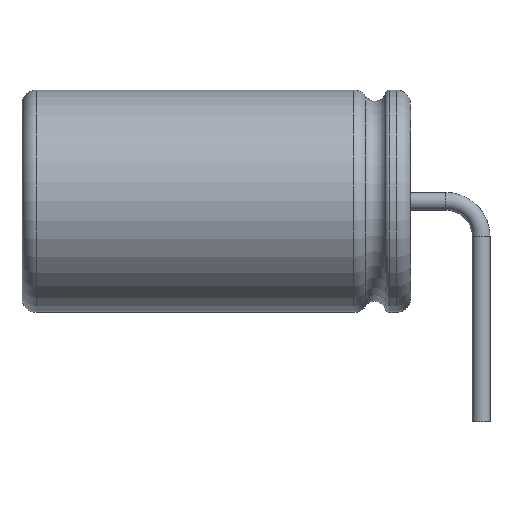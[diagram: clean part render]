
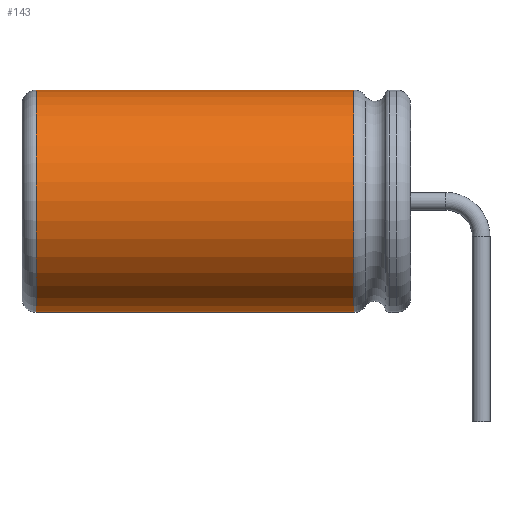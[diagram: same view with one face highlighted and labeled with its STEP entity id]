
A CAD part, left-side view. The second image highlights one B-rep face of the part: STEP entity #143.
In plain terms, the highlighted cylindrical face has radius 3.15 mm (diameter 6.3 mm), a partial arc.
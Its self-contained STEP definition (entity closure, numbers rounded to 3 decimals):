
#143=ADVANCED_FACE('',(#1158),#1160,.T.);
#1158=FACE_BOUND('',#1159,.T.);
#1159=EDGE_LOOP('',(#1981,#1982,#1983,#1984,#1985,#1986,#1987,#1988,#1989,#1990,
#1991,#1992,#1993,#1994,#1995,#1996,#1997,#1998,#1999,#2000));
#1160=CYLINDRICAL_SURFACE('',#1161,3.15);
#1161=AXIS2_PLACEMENT_3D('',#1162,#1163,#1164);
#1162=CARTESIAN_POINT('',(0.,3.608,3.25));
#1163=DIRECTION('',(0.,1.,0.));
#1164=DIRECTION('',(1.,0.,0.));
#1981=ORIENTED_EDGE('',*,*,#2585,.T.);
#1982=ORIENTED_EDGE('',*,*,#2586,.T.);
#1983=ORIENTED_EDGE('',*,*,#2568,.F.);
#1984=ORIENTED_EDGE('',*,*,#2587,.T.);
#1985=ORIENTED_EDGE('',*,*,#2588,.T.);
#1986=ORIENTED_EDGE('',*,*,#2589,.T.);
#1987=ORIENTED_EDGE('',*,*,#2590,.F.);
#1988=ORIENTED_EDGE('',*,*,#2591,.T.);
#1989=ORIENTED_EDGE('',*,*,#2592,.F.);
#1990=ORIENTED_EDGE('',*,*,#2593,.T.);
#1991=ORIENTED_EDGE('',*,*,#2594,.T.);
#1992=ORIENTED_EDGE('',*,*,#2595,.T.);
#1993=ORIENTED_EDGE('',*,*,#2578,.F.);
#1994=ORIENTED_EDGE('',*,*,#2596,.T.);
#1995=ORIENTED_EDGE('',*,*,#2597,.T.);
#1996=ORIENTED_EDGE('',*,*,#2598,.T.);
#1997=ORIENTED_EDGE('',*,*,#2584,.F.);
#1998=ORIENTED_EDGE('',*,*,#2538,.F.);
#1999=ORIENTED_EDGE('',*,*,#2570,.F.);
#2000=ORIENTED_EDGE('',*,*,#2599,.T.);
#2538=EDGE_CURVE('',#2846,#2848,#2849,.T.);
#2568=EDGE_CURVE('',#2904,#2899,#2906,.T.);
#2570=EDGE_CURVE('',#2908,#2846,#2910,.T.);
#2578=EDGE_CURVE('',#2920,#2922,#2923,.F.);
#2584=EDGE_CURVE('',#2848,#2927,#2932,.F.);
#2585=EDGE_CURVE('',#2933,#2934,#2935,.F.);
#2586=EDGE_CURVE('',#2934,#2899,#2936,.F.);
#2587=EDGE_CURVE('',#2904,#2937,#2938,.T.);
#2588=EDGE_CURVE('',#2937,#2939,#2940,.F.);
#2589=EDGE_CURVE('',#2939,#2941,#2942,.F.);
#2590=EDGE_CURVE('',#2943,#2941,#2944,.T.);
#2591=EDGE_CURVE('',#2943,#2945,#2946,.T.);
#2592=EDGE_CURVE('',#2947,#2945,#2948,.F.);
#2593=EDGE_CURVE('',#2947,#2949,#2950,.F.);
#2594=EDGE_CURVE('',#2949,#2951,#2952,.T.);
#2595=EDGE_CURVE('',#2951,#2922,#2953,.T.);
#2596=EDGE_CURVE('',#2920,#2954,#2955,.F.);
#2597=EDGE_CURVE('',#2954,#2956,#2957,.T.);
#2598=EDGE_CURVE('',#2956,#2927,#2958,.T.);
#2599=EDGE_CURVE('',#2908,#2933,#2959,.T.);
#2846=VERTEX_POINT('',#3375);
#2848=VERTEX_POINT('',#3380);
#2849=CIRCLE('',#3381,3.15);
#2899=VERTEX_POINT('',#3521);
#2904=VERTEX_POINT('',#3530);
#2906=LINE('',#3534,#3535);
#2908=VERTEX_POINT('',#3538);
#2910=LINE('',#3542,#3543);
#2920=VERTEX_POINT('',#3566);
#2922=VERTEX_POINT('',#3570);
#2923=LINE('',#3571,#3572);
#2927=VERTEX_POINT('',#3581);
#2932=LINE('',#3592,#3593);
#2933=VERTEX_POINT('',#3595);
#2934=VERTEX_POINT('',#3596);
#2935=LINE('',#3597,#3598);
#2936=(BOUNDED_CURVE()B_SPLINE_CURVE(3,
(#3600,#3601,#3602,#3603),
.UNSPECIFIED.,.F.,.F.)B_SPLINE_CURVE_WITH_KNOTS((4,4),
(0.,1.),
.UNSPECIFIED.)CURVE()GEOMETRIC_REPRESENTATION_ITEM()RATIONAL_B_SPLINE_CURVE((1.,
1.,1.,1.))REPRESENTATION_ITEM(''));
#2937=VERTEX_POINT('',#3604);
#2938=(BOUNDED_CURVE()B_SPLINE_CURVE(3,
(#3605,#3606,#3607,#3608),
.UNSPECIFIED.,.F.,.F.)B_SPLINE_CURVE_WITH_KNOTS((4,4),
(0.,1.),
.UNSPECIFIED.)CURVE()GEOMETRIC_REPRESENTATION_ITEM()RATIONAL_B_SPLINE_CURVE((1.,
1.,1.,1.))REPRESENTATION_ITEM(''));
#2939=VERTEX_POINT('',#3609);
#2940=LINE('',#3610,#3611);
#2941=VERTEX_POINT('',#3613);
#2942=(BOUNDED_CURVE()B_SPLINE_CURVE(3,
(#3614,#3615,#3616,#3617),
.UNSPECIFIED.,.F.,.F.)B_SPLINE_CURVE_WITH_KNOTS((4,4),
(0.,1.),
.UNSPECIFIED.)CURVE()GEOMETRIC_REPRESENTATION_ITEM()RATIONAL_B_SPLINE_CURVE((1.,
1.,1.,1.))REPRESENTATION_ITEM(''));
#2943=VERTEX_POINT('',#3618);
#2944=LINE('',#3619,#3620);
#2945=VERTEX_POINT('',#3622);
#2946=CIRCLE('',#3623,3.15);
#2947=VERTEX_POINT('',#3627);
#2948=LINE('',#3628,#3629);
#2949=VERTEX_POINT('',#3631);
#2950=(BOUNDED_CURVE()B_SPLINE_CURVE(3,
(#3632,#3633,#3634,#3635),
.UNSPECIFIED.,.F.,.F.)B_SPLINE_CURVE_WITH_KNOTS((4,4),
(0.,1.),
.UNSPECIFIED.)CURVE()GEOMETRIC_REPRESENTATION_ITEM()RATIONAL_B_SPLINE_CURVE((1.,
1.,1.,1.))REPRESENTATION_ITEM(''));
#2951=VERTEX_POINT('',#3636);
#2952=LINE('',#3637,#3638);
#2953=(BOUNDED_CURVE()B_SPLINE_CURVE(3,
(#3640,#3641,#3642,#3643),
.UNSPECIFIED.,.F.,.F.)B_SPLINE_CURVE_WITH_KNOTS((4,4),
(0.,1.),
.UNSPECIFIED.)CURVE()GEOMETRIC_REPRESENTATION_ITEM()RATIONAL_B_SPLINE_CURVE((1.,
1.,1.,1.))REPRESENTATION_ITEM(''));
#2954=VERTEX_POINT('',#3644);
#2955=(BOUNDED_CURVE()B_SPLINE_CURVE(3,
(#3645,#3646,#3647,#3648),
.UNSPECIFIED.,.F.,.F.)B_SPLINE_CURVE_WITH_KNOTS((4,4),
(0.,1.),
.UNSPECIFIED.)CURVE()GEOMETRIC_REPRESENTATION_ITEM()RATIONAL_B_SPLINE_CURVE((1.,
1.,1.,1.))REPRESENTATION_ITEM(''));
#2956=VERTEX_POINT('',#3649);
#2957=LINE('',#3650,#3651);
#2958=(BOUNDED_CURVE()B_SPLINE_CURVE(3,
(#3653,#3654,#3655,#3656),
.UNSPECIFIED.,.F.,.F.)B_SPLINE_CURVE_WITH_KNOTS((4,4),
(0.,1.),
.UNSPECIFIED.)CURVE()GEOMETRIC_REPRESENTATION_ITEM()RATIONAL_B_SPLINE_CURVE((1.,
1.,1.,1.))REPRESENTATION_ITEM(''));
#2959=(BOUNDED_CURVE()B_SPLINE_CURVE(3,
(#3657,#3658,#3659,#3660),
.UNSPECIFIED.,.F.,.F.)B_SPLINE_CURVE_WITH_KNOTS((4,4),
(0.,1.),
.UNSPECIFIED.)CURVE()GEOMETRIC_REPRESENTATION_ITEM()RATIONAL_B_SPLINE_CURVE((1.,
1.,1.,1.))REPRESENTATION_ITEM(''));
#3375=CARTESIAN_POINT('',(2.96,12.6,2.173));
#3380=CARTESIAN_POINT('',(2.96,12.6,4.327));
#3381=AXIS2_PLACEMENT_3D('',#3382,#3383,#3384);
#3382=CARTESIAN_POINT('',(0.,12.6,3.25));
#3383=DIRECTION('',(0.,1.,0.));
#3384=DIRECTION('',(0.94,0.,-0.342));
#3521=CARTESIAN_POINT('',(2.96,8.403,2.173));
#3530=CARTESIAN_POINT('',(2.96,4.329,2.173));
#3534=CARTESIAN_POINT('',(2.96,4.329,2.173));
#3535=VECTOR('',#3536,1.);
#3536=DIRECTION('',(0.,1.,0.));
#3538=CARTESIAN_POINT('',(2.96,8.529,2.173));
#3542=CARTESIAN_POINT('',(2.96,8.529,2.173));
#3543=VECTOR('',#3544,1.);
#3544=DIRECTION('',(0.,1.,0.));
#3566=CARTESIAN_POINT('',(2.96,8.403,4.327));
#3570=CARTESIAN_POINT('',(2.96,4.329,4.327));
#3571=CARTESIAN_POINT('',(2.96,4.329,4.327));
#3572=VECTOR('',#3573,1.);
#3573=DIRECTION('',(0.,1.,0.));
#3581=CARTESIAN_POINT('',(2.96,8.529,4.327));
#3592=CARTESIAN_POINT('',(2.96,8.529,4.327));
#3593=VECTOR('',#3594,1.);
#3594=DIRECTION('',(0.,1.,0.));
#3595=CARTESIAN_POINT('',(2.96,8.53,2.172));
#3596=CARTESIAN_POINT('',(2.96,8.404,2.172));
#3597=CARTESIAN_POINT('',(2.96,8.404,2.172));
#3598=VECTOR('',#3599,1.);
#3599=DIRECTION('',(0.,1.,0.));
#3600=CARTESIAN_POINT('',(2.96,8.403,2.173));
#3601=CARTESIAN_POINT('',(2.96,8.403,2.173));
#3602=CARTESIAN_POINT('',(2.96,8.404,2.172));
#3603=CARTESIAN_POINT('',(2.96,8.404,2.172));
#3604=CARTESIAN_POINT('',(2.96,4.33,2.172));
#3605=CARTESIAN_POINT('',(2.96,4.329,2.173));
#3606=CARTESIAN_POINT('',(2.96,4.329,2.173));
#3607=CARTESIAN_POINT('',(2.96,4.33,2.172));
#3608=CARTESIAN_POINT('',(2.96,4.33,2.172));
#3609=CARTESIAN_POINT('',(2.96,4.204,2.172));
#3610=CARTESIAN_POINT('',(2.96,4.204,2.172));
#3611=VECTOR('',#3612,1.);
#3612=DIRECTION('',(0.,1.,0.));
#3613=CARTESIAN_POINT('',(2.96,4.203,2.173));
#3614=CARTESIAN_POINT('',(2.96,4.203,2.173));
#3615=CARTESIAN_POINT('',(2.96,4.203,2.173));
#3616=CARTESIAN_POINT('',(2.96,4.204,2.172));
#3617=CARTESIAN_POINT('',(2.96,4.204,2.172));
#3618=CARTESIAN_POINT('',(2.96,3.608,2.173));
#3619=CARTESIAN_POINT('',(2.96,3.608,2.173));
#3620=VECTOR('',#3621,1.);
#3621=DIRECTION('',(0.,1.,0.));
#3622=CARTESIAN_POINT('',(2.96,3.608,4.327));
#3623=AXIS2_PLACEMENT_3D('',#3624,#3625,#3626);
#3624=CARTESIAN_POINT('',(0.,3.608,3.25));
#3625=DIRECTION('',(0.,1.,0.));
#3626=DIRECTION('',(0.94,0.,-0.342));
#3627=CARTESIAN_POINT('',(2.96,4.203,4.327));
#3628=CARTESIAN_POINT('',(2.96,3.608,4.327));
#3629=VECTOR('',#3630,1.);
#3630=DIRECTION('',(0.,1.,0.));
#3631=CARTESIAN_POINT('',(2.96,4.204,4.328));
#3632=CARTESIAN_POINT('',(2.96,4.204,4.328));
#3633=CARTESIAN_POINT('',(2.96,4.204,4.328));
#3634=CARTESIAN_POINT('',(2.96,4.203,4.327));
#3635=CARTESIAN_POINT('',(2.96,4.203,4.327));
#3636=CARTESIAN_POINT('',(2.96,4.33,4.328));
#3637=CARTESIAN_POINT('',(2.96,4.204,4.328));
#3638=VECTOR('',#3639,1.);
#3639=DIRECTION('',(0.,1.,0.));
#3640=CARTESIAN_POINT('',(2.96,4.33,4.328));
#3641=CARTESIAN_POINT('',(2.96,4.33,4.328));
#3642=CARTESIAN_POINT('',(2.96,4.329,4.327));
#3643=CARTESIAN_POINT('',(2.96,4.329,4.327));
#3644=CARTESIAN_POINT('',(2.96,8.404,4.328));
#3645=CARTESIAN_POINT('',(2.96,8.404,4.328));
#3646=CARTESIAN_POINT('',(2.96,8.404,4.328));
#3647=CARTESIAN_POINT('',(2.96,8.403,4.327));
#3648=CARTESIAN_POINT('',(2.96,8.403,4.327));
#3649=CARTESIAN_POINT('',(2.96,8.53,4.328));
#3650=CARTESIAN_POINT('',(2.96,8.404,4.328));
#3651=VECTOR('',#3652,1.);
#3652=DIRECTION('',(0.,1.,0.));
#3653=CARTESIAN_POINT('',(2.96,8.53,4.328));
#3654=CARTESIAN_POINT('',(2.96,8.53,4.328));
#3655=CARTESIAN_POINT('',(2.96,8.529,4.327));
#3656=CARTESIAN_POINT('',(2.96,8.529,4.327));
#3657=CARTESIAN_POINT('',(2.96,8.529,2.173));
#3658=CARTESIAN_POINT('',(2.96,8.529,2.173));
#3659=CARTESIAN_POINT('',(2.96,8.53,2.172));
#3660=CARTESIAN_POINT('',(2.96,8.53,2.172));
